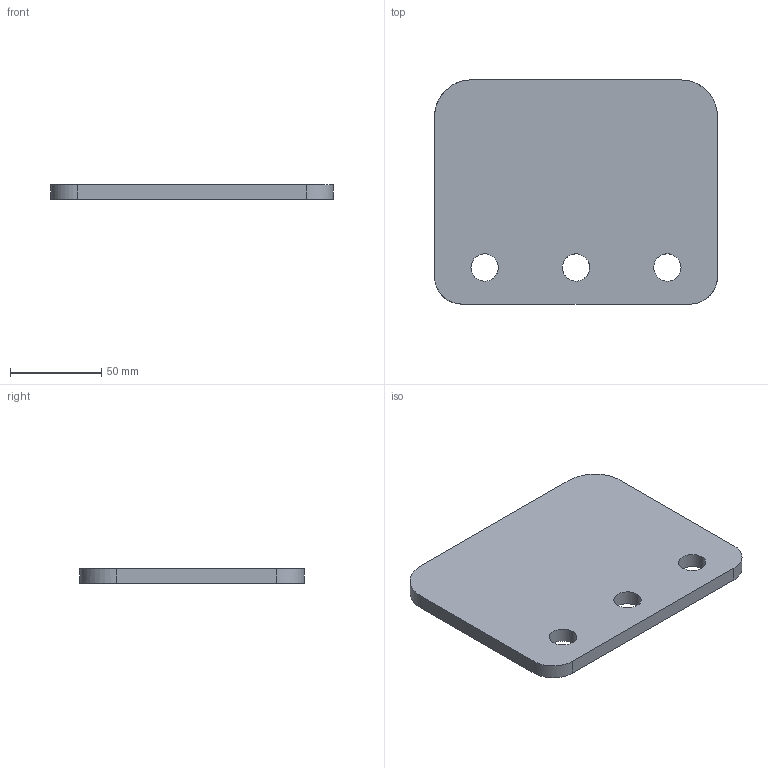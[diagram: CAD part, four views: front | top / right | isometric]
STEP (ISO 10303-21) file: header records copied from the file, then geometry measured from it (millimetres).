
FILE_DESCRIPTION (( 'STEP AP203' ), '1' );
FILE_NAME ('Aynalama33360_33360_ESNEK UZUN ALT PED.IGS_Default_sldprt.STEP', '2023-01-17T08:08:55', ( '' ), ( '' ), 'SwSTEP 2.0', 'SolidWorks 2019', '' );
FILE_SCHEMA (( 'CONFIG_CONTROL_DESIGN' ));
Length unit declared in the file: millimetre
Products named in the file (1): Aynalama33360_33360_ESNEK UZUN ALT PED.IGS_Default_sldprt
Bounding box: 154.82 x 122.72 x 8 mm (x, y, z)
Volume: 145598.7 mm3; surface area: 41732.5 mm2
Topology: 1 solids, 1 shells, 16 faces, 42 edges, 28 vertices
Faces by surface type: bspline 16
Entity records: 797 total; most frequent: CARTESIAN_POINT 463, ORIENTED_EDGE 84, EDGE_CURVE 42, B_SPLINE_CURVE_WITH_KNOTS 30, VERTEX_POINT 28, EDGE_LOOP 22, FACE_OUTER_BOUND 16, ADVANCED_FACE 16
